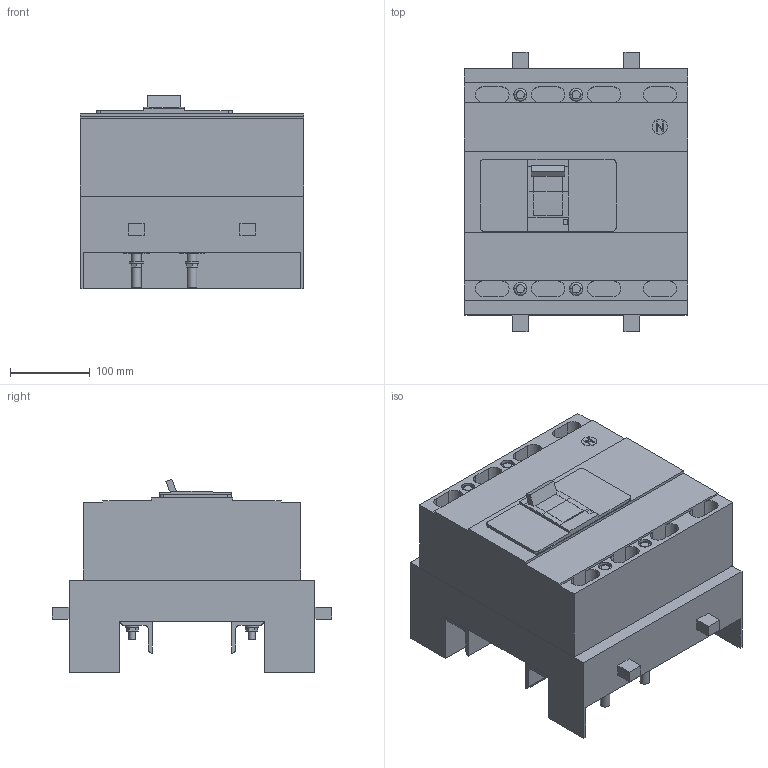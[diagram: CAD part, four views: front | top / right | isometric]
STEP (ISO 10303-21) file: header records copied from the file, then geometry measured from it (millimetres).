
FILE_DESCRIPTION(('CoCreate Modeling STEP Export'),'2;1');
FILE_NAME('Ｓ６３０ＮＦ４Ｍ.stp','2016-03-30T 9:30:23',(''),(''),'CoCreate Modeling STEP processor for AP214 (Solid Model)','CoCreate Modeling 17.0 01-Apr-2010 (C) Parametric Technology GmbH','');
FILE_SCHEMA(('AUTOMOTIVE_DESIGN { 1 0 10303 214 1 1 1 1 }'));
Length unit declared in the file: millimetre
Products named in the file (11): P1; P2; P4.1; P5; P6.1; P3.1; P7.3; P10.1; P8.1; P9; Ｓ６３０ＮＦ４Ｍ
Assembly tree (32 placements, depth 2):
  Ｓ６３０ＮＦ４Ｍ
    P9  x4
    P8.1  x4
    P10.1  x4
    P7.3  x4
    P4.1  x4
    P6.1  x4
    P5  x4
    P3.1  x2
    P2
    P1
Bounding box: 280 x 350 x 242.18 mm (x, y, z)
Volume: 12056731.7 mm3; surface area: 879451.9 mm2
Topology: 32 solids, 32 shells, 399 faces, 973 edges, 646 vertices
Faces by surface type: plane 223, cylinder 168, torus 8
Entity records: 7113 total; most frequent: ORIENTED_EDGE 1244, CARTESIAN_POINT 1136, DIRECTION 1042, EDGE_CURVE 622, VERTEX_POINT 414, VECTOR 402, LINE 402, AXIS2_PLACEMENT_3D 320
